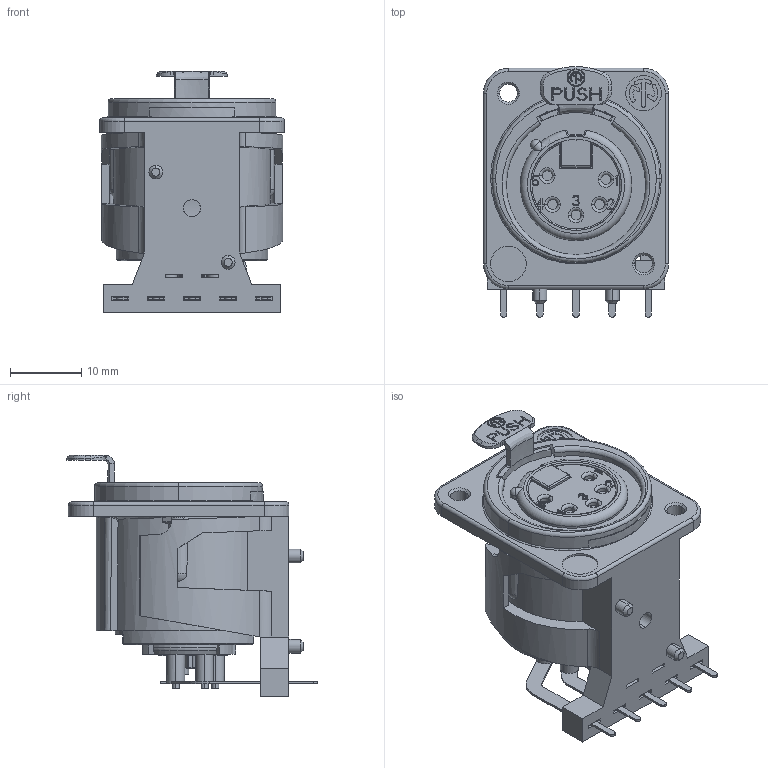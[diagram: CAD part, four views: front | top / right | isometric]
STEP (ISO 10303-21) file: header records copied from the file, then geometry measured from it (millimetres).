
FILE_DESCRIPTION((''),'2;1');
FILE_NAME('NC5FDM3-H-1','2021-03-11T09:34:35',('phk'),(''),'CREO PARAMETRIC BY PTC INC, 2019080','CREO PARAMETRIC BY PTC INC, 2019080','');
FILE_SCHEMA(('CONFIG_CONTROL_DESIGN'));
Length unit declared in the file: millimetre
Products named in the file (1): NC5FDM3-H-1
Bounding box: 26 x 35.16 x 33.95 mm (x, y, z)
Volume: 11817.2 mm3; surface area: 6421.8 mm2
Topology: 7 solids, 8 shells, 1518 faces, 4084 edges, 2615 vertices
Faces by surface type: plane 1012, cylinder 260, bspline 105, cone 59, torus 59, sphere 23
Entity records: 51951 total; most frequent: CARTESIAN_POINT 14533, ORIENTED_EDGE 8150, DIRECTION 7206, EDGE_CURVE 4077, VECTOR 2916, LINE 2916, VERTEX_POINT 2615, AXIS2_PLACEMENT_3D 2145
